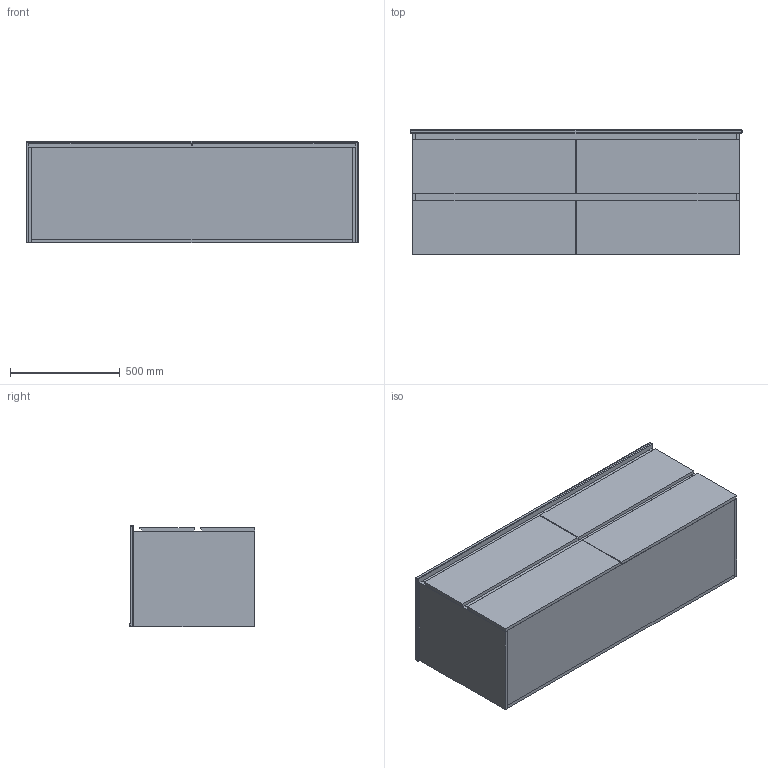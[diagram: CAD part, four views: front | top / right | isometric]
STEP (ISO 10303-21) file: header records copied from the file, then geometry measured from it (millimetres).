
FILE_DESCRIPTION (( 'STEP AP214' ), '1' );
FILE_NAME ('AD Twin Ceramic 1500 ASSEM.STEP', '2019-03-08T00:38:59', ( '' ), ( '' ), 'SwSTEP 2.0', 'SolidWorks 2015', '' );
FILE_SCHEMA (( 'AUTOMOTIVE_DESIGN' ));
Length unit declared in the file: millimetre
Products named in the file (5): CERAMIC OVERFLOW COVER; AD Twin Ceramic 1500 ASSEM; 1500 Spirit top; AD Twin Ceramic 1500; 1500C Spirit top ASSEM
Assembly tree (4 placements, depth 3):
  AD Twin Ceramic 1500 ASSEM
    AD Twin Ceramic 1500
    1500C Spirit top ASSEM
      1500 Spirit top
      CERAMIC OVERFLOW COVER
Bounding box: 1510 x 569 x 460 mm (x, y, z)
Volume: 67252871.7 mm3; surface area: 8841416.8 mm2
Topology: 11 solids, 11 shells, 156 faces, 343 edges, 203 vertices
Faces by surface type: plane 102, cylinder 30, sphere 10, torus 8, bspline 6
Entity records: 4903 total; most frequent: CARTESIAN_POINT 1014, DIRECTION 721, ORIENTED_EDGE 666, EDGE_CURVE 333, AXIS2_PLACEMENT_3D 242, LINE 237, VECTOR 237, VERTEX_POINT 203
